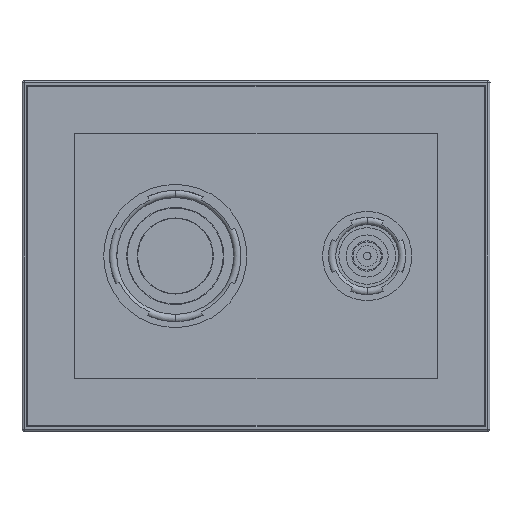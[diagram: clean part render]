
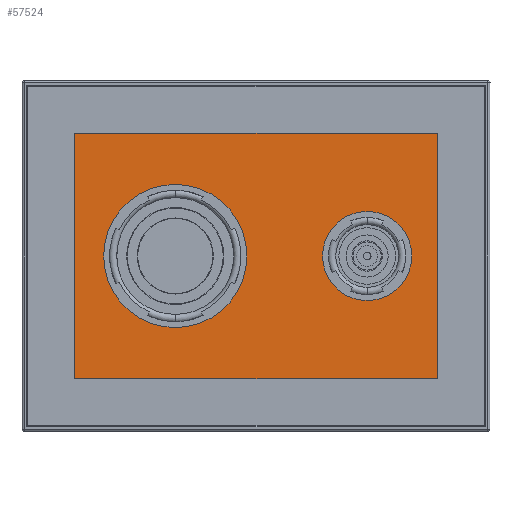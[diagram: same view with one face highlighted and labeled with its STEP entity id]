
A CAD part, front view. The second image highlights one B-rep face of the part: STEP entity #57524.
In plain terms, the highlighted planar face has unit normal (0, -1, 0).
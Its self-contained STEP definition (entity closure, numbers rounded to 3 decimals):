
#55686=DIRECTION('',(0.,0.,-1.));
#55687=VECTOR('',#55686,105.);
#55688=CARTESIAN_POINT('',(-43.,52.79,52.5));
#55689=LINE('',#55688,#55687);
#55690=DIRECTION('',(-1.,0.,0.));
#55691=VECTOR('',#55690,155.);
#55692=CARTESIAN_POINT('',(112.,52.79,52.5));
#55693=LINE('',#55692,#55691);
#55694=DIRECTION('',(0.,0.,1.));
#55695=VECTOR('',#55694,105.);
#55696=CARTESIAN_POINT('',(112.,52.79,-52.5));
#55697=LINE('',#55696,#55695);
#55698=DIRECTION('',(1.,0.,0.));
#55699=VECTOR('',#55698,155.);
#55700=CARTESIAN_POINT('',(-43.,52.79,-52.5));
#55701=LINE('',#55700,#55699);
#55702=CARTESIAN_POINT('',(82.,52.79,0.));
#55703=DIRECTION('',(0.,-1.,0.));
#55704=DIRECTION('',(-1.,0.,0.));
#55705=AXIS2_PLACEMENT_3D('',#55702,#55703,#55704);
#55707=CARTESIAN_POINT('',(82.,52.79,0.));
#55708=DIRECTION('',(0.,-1.,0.));
#55709=DIRECTION('',(1.,0.,0.));
#55710=AXIS2_PLACEMENT_3D('',#55707,#55708,#55709);
#55712=CARTESIAN_POINT('',(0.,52.79,0.));
#55713=DIRECTION('',(0.,-1.,0.));
#55714=DIRECTION('',(-1.,0.,0.));
#55715=AXIS2_PLACEMENT_3D('',#55712,#55713,#55714);
#55717=CARTESIAN_POINT('',(0.,52.79,0.));
#55718=DIRECTION('',(0.,-1.,0.));
#55719=DIRECTION('',(1.,0.,0.));
#55720=AXIS2_PLACEMENT_3D('',#55717,#55718,#55719);
#56286=CARTESIAN_POINT('',(62.95,52.79,0.));
#56287=CARTESIAN_POINT('',(101.05,52.79,0.));
#56288=VERTEX_POINT('',#56286);
#56289=VERTEX_POINT('',#56287);
#56298=CARTESIAN_POINT('',(-30.6,52.79,0.));
#56299=VERTEX_POINT('',#56298);
#56300=CARTESIAN_POINT('',(30.6,52.79,0.));
#56301=VERTEX_POINT('',#56300);
#56554=CARTESIAN_POINT('',(-43.,52.79,52.5));
#56555=CARTESIAN_POINT('',(-43.,52.79,-52.5));
#56556=VERTEX_POINT('',#56554);
#56557=VERTEX_POINT('',#56555);
#56558=CARTESIAN_POINT('',(112.,52.79,-52.5));
#56559=VERTEX_POINT('',#56558);
#56560=CARTESIAN_POINT('',(112.,52.79,52.5));
#56561=VERTEX_POINT('',#56560);
#57498=CARTESIAN_POINT('',(34.5,52.79,0.));
#57499=DIRECTION('',(0.,1.,0.));
#57500=DIRECTION('',(0.,0.,1.));
#57501=AXIS2_PLACEMENT_3D('',#57498,#57499,#57500);
#57502=PLANE('',#57501);
#57504=ORIENTED_EDGE('',*,*,#57503,.F.);
#57506=ORIENTED_EDGE('',*,*,#57505,.F.);
#57508=ORIENTED_EDGE('',*,*,#57507,.F.);
#57510=ORIENTED_EDGE('',*,*,#57509,.F.);
#57511=EDGE_LOOP('',(#57504,#57506,#57508,#57510));
#57512=FACE_OUTER_BOUND('',#57511,.F.);
#57513=ORIENTED_EDGE('',*,*,#57481,.T.);
#57515=ORIENTED_EDGE('',*,*,#57514,.T.);
#57516=EDGE_LOOP('',(#57513,#57515));
#57517=FACE_BOUND('',#57516,.F.);
#57519=ORIENTED_EDGE('',*,*,#57518,.T.);
#57521=ORIENTED_EDGE('',*,*,#57520,.T.);
#57522=EDGE_LOOP('',(#57519,#57521));
#57523=FACE_BOUND('',#57522,.F.);
#57524=ADVANCED_FACE('',(#57512,#57517,#57523),#57502,.F.);
#55706=CIRCLE('',#55705,19.05);
#55711=CIRCLE('',#55710,19.05);
#55716=CIRCLE('',#55715,30.6);
#55721=CIRCLE('',#55720,30.6);
#57481=EDGE_CURVE('',#56288,#56289,#55706,.T.);
#57503=EDGE_CURVE('',#56556,#56557,#55689,.T.);
#57505=EDGE_CURVE('',#56561,#56556,#55693,.T.);
#57507=EDGE_CURVE('',#56559,#56561,#55697,.T.);
#57509=EDGE_CURVE('',#56557,#56559,#55701,.T.);
#57514=EDGE_CURVE('',#56289,#56288,#55711,.T.);
#57518=EDGE_CURVE('',#56299,#56301,#55716,.T.);
#57520=EDGE_CURVE('',#56301,#56299,#55721,.T.);
